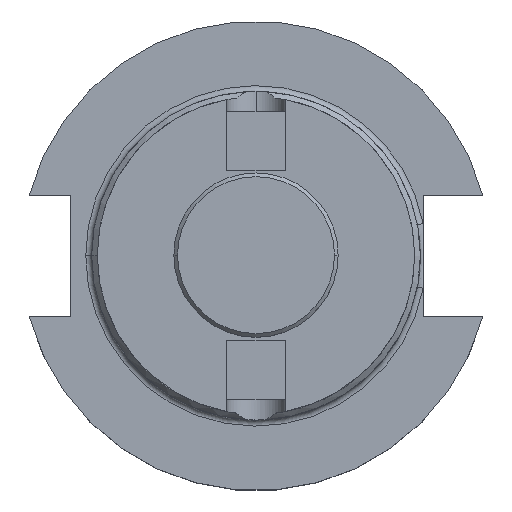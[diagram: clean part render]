
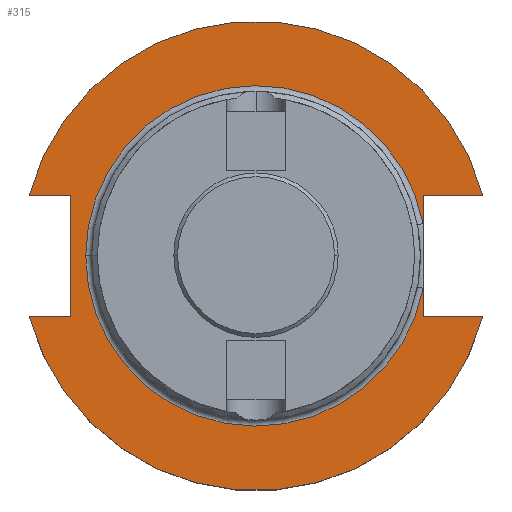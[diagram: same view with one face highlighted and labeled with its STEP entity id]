
A CAD part, top view. The second image highlights one B-rep face of the part: STEP entity #315.
In plain terms, the highlighted planar face has unit normal (0, 0, 1).
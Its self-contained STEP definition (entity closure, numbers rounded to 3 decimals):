
#60 = ORIENTED_EDGE ( 'NONE', *, *, #1843, .F. ) ;
#151 = CARTESIAN_POINT ( 'NONE',  ( 22.606, -4.373, 19.05 ) ) ;
#159 = VERTEX_POINT ( 'NONE', #2416 ) ;
#183 = EDGE_CURVE ( 'NONE', #2539, #396, #686, .T. ) ;
#203 = EDGE_CURVE ( 'NONE', #1014, #1979, #1591, .T. ) ;
#217 = CARTESIAN_POINT ( 'NONE',  ( -25.091, 8.191, 19.05 ) ) ;
#220 = DIRECTION ( 'NONE',  ( 0., 0., 1. ) ) ;
#315 = ADVANCED_FACE ( 'NONE', ( #335 ), #1065, .F. ) ;
#332 = ORIENTED_EDGE ( 'NONE', *, *, #1460, .F. ) ;
#335 = FACE_OUTER_BOUND ( 'NONE', #886, .T. ) ;
#366 = ORIENTED_EDGE ( 'NONE', *, *, #1483, .T. ) ;
#377 = LINE ( 'NONE', #1594, #1655 ) ;
#389 = CARTESIAN_POINT ( 'NONE',  ( -61.091, 8.191, 19.05 ) ) ;
#396 = VERTEX_POINT ( 'NONE', #1089 ) ;
#404 = DIRECTION ( 'NONE',  ( 1., 0., 0. ) ) ;
#454 = VECTOR ( 'NONE', #1668, 1000. ) ;
#492 = EDGE_CURVE ( 'NONE', #1255, #1959, #2181, .T. ) ;
#539 = AXIS2_PLACEMENT_3D ( 'NONE', #676, #2499, #1673 ) ;
#553 = ORIENTED_EDGE ( 'NONE', *, *, #832, .T. ) ;
#565 = ORIENTED_EDGE ( 'NONE', *, *, #492, .T. ) ;
#579 = CARTESIAN_POINT ( 'NONE',  ( 22.606, -8.191, 19.05 ) ) ;
#605 = DIRECTION ( 'NONE',  ( 1., 0., 0. ) ) ;
#641 = CARTESIAN_POINT ( 'NONE',  ( 0., 0., 19.05 ) ) ;
#676 = CARTESIAN_POINT ( 'NONE',  ( 0., 22.225, 19.05 ) ) ;
#686 = CIRCLE ( 'NONE', #1825, 31.75 ) ;
#696 = EDGE_CURVE ( 'NONE', #2266, #1014, #1695, .T. ) ;
#786 = CARTESIAN_POINT ( 'NONE',  ( 30.675, -8.191, 19.05 ) ) ;
#827 = CARTESIAN_POINT ( 'NONE',  ( -30.675, -8.191, 19.05 ) ) ;
#832 = EDGE_CURVE ( 'NONE', #396, #159, #1690, .T. ) ;
#858 = CARTESIAN_POINT ( 'NONE',  ( 0., 0., 19.05 ) ) ;
#884 = LINE ( 'NONE', #217, #2147 ) ;
#886 = EDGE_LOOP ( 'NONE', ( #1045, #2176, #366, #565, #2092, #1958, #553, #1389, #332, #2328, #60 ) ) ;
#889 = EDGE_CURVE ( 'NONE', #159, #982, #884, .T. ) ;
#982 = VERTEX_POINT ( 'NONE', #2051 ) ;
#1014 = VERTEX_POINT ( 'NONE', #151 ) ;
#1045 = ORIENTED_EDGE ( 'NONE', *, *, #696, .T. ) ;
#1065 = PLANE ( 'NONE',  #539 ) ;
#1089 = CARTESIAN_POINT ( 'NONE',  ( -30.675, 8.191, 19.05 ) ) ;
#1228 = DIRECTION ( 'NONE',  ( -1., 0., 0. ) ) ;
#1241 = AXIS2_PLACEMENT_3D ( 'NONE', #1646, #2240, #1228 ) ;
#1247 = DIRECTION ( 'NONE',  ( 1., 0., 0. ) ) ;
#1255 = VERTEX_POINT ( 'NONE', #2537 ) ;
#1282 = CARTESIAN_POINT ( 'NONE',  ( 0., 8.191, 19.05 ) ) ;
#1389 = ORIENTED_EDGE ( 'NONE', *, *, #889, .T. ) ;
#1405 = VERTEX_POINT ( 'NONE', #786 ) ;
#1436 = CIRCLE ( 'NONE', #2199, 31.75 ) ;
#1460 = EDGE_CURVE ( 'NONE', #1481, #982, #2114, .T. ) ;
#1481 = VERTEX_POINT ( 'NONE', #827 ) ;
#1483 = EDGE_CURVE ( 'NONE', #1979, #1255, #1596, .T. ) ;
#1558 = VECTOR ( 'NONE', #605, 1000. ) ;
#1591 = CIRCLE ( 'NONE', #1241, 23.025 ) ;
#1594 = CARTESIAN_POINT ( 'NONE',  ( 0., -8.191, 19.05 ) ) ;
#1596 = CIRCLE ( 'NONE', #1972, 23.025 ) ;
#1626 = DIRECTION ( 'NONE',  ( 0., -1., 0. ) ) ;
#1646 = CARTESIAN_POINT ( 'NONE',  ( 0., 0., 19.05 ) ) ;
#1655 = VECTOR ( 'NONE', #404, 1000. ) ;
#1668 = DIRECTION ( 'NONE',  ( 0., 1., 0. ) ) ;
#1673 = DIRECTION ( 'NONE',  ( -1., 0., 0. ) ) ;
#1687 = EDGE_CURVE ( 'NONE', #2539, #1959, #1978, .T. ) ;
#1690 = LINE ( 'NONE', #389, #2429 ) ;
#1695 = LINE ( 'NONE', #1980, #2248 ) ;
#1732 = DIRECTION ( 'NONE',  ( 1., 0., 0. ) ) ;
#1766 = DIRECTION ( 'NONE',  ( 0., 1., 0. ) ) ;
#1825 = AXIS2_PLACEMENT_3D ( 'NONE', #858, #220, #1835 ) ;
#1835 = DIRECTION ( 'NONE',  ( 1., 0., 0. ) ) ;
#1843 = EDGE_CURVE ( 'NONE', #2266, #1405, #377, .T. ) ;
#1859 = CARTESIAN_POINT ( 'NONE',  ( -23.025, 0., 19.05 ) ) ;
#1876 = DIRECTION ( 'NONE',  ( -1., 0., 0. ) ) ;
#1954 = CARTESIAN_POINT ( 'NONE',  ( 30.675, 8.191, 19.05 ) ) ;
#1958 = ORIENTED_EDGE ( 'NONE', *, *, #183, .T. ) ;
#1959 = VERTEX_POINT ( 'NONE', #2465 ) ;
#1972 = AXIS2_PLACEMENT_3D ( 'NONE', #2226, #2041, #2427 ) ;
#1978 = LINE ( 'NONE', #1282, #2327 ) ;
#1979 = VERTEX_POINT ( 'NONE', #1859 ) ;
#1980 = CARTESIAN_POINT ( 'NONE',  ( 22.606, 22.225, 19.05 ) ) ;
#2001 = EDGE_CURVE ( 'NONE', #1481, #1405, #1436, .T. ) ;
#2041 = DIRECTION ( 'NONE',  ( 0., 0., -1. ) ) ;
#2051 = CARTESIAN_POINT ( 'NONE',  ( -25.091, -8.191, 19.05 ) ) ;
#2072 = CARTESIAN_POINT ( 'NONE',  ( 22.606, 22.225, 19.05 ) ) ;
#2092 = ORIENTED_EDGE ( 'NONE', *, *, #1687, .F. ) ;
#2114 = LINE ( 'NONE', #2412, #1558 ) ;
#2147 = VECTOR ( 'NONE', #1626, 1000. ) ;
#2176 = ORIENTED_EDGE ( 'NONE', *, *, #203, .T. ) ;
#2181 = LINE ( 'NONE', #2072, #454 ) ;
#2199 = AXIS2_PLACEMENT_3D ( 'NONE', #641, #2443, #1247 ) ;
#2226 = CARTESIAN_POINT ( 'NONE',  ( 0., 0., 19.05 ) ) ;
#2240 = DIRECTION ( 'NONE',  ( 0., 0., -1. ) ) ;
#2248 = VECTOR ( 'NONE', #1766, 1000. ) ;
#2266 = VERTEX_POINT ( 'NONE', #579 ) ;
#2327 = VECTOR ( 'NONE', #1876, 1000. ) ;
#2328 = ORIENTED_EDGE ( 'NONE', *, *, #2001, .T. ) ;
#2412 = CARTESIAN_POINT ( 'NONE',  ( -61.091, -8.191, 19.05 ) ) ;
#2416 = CARTESIAN_POINT ( 'NONE',  ( -25.091, 8.191, 19.05 ) ) ;
#2427 = DIRECTION ( 'NONE',  ( -1., 0., 0. ) ) ;
#2429 = VECTOR ( 'NONE', #1732, 1000. ) ;
#2443 = DIRECTION ( 'NONE',  ( 0., 0., 1. ) ) ;
#2465 = CARTESIAN_POINT ( 'NONE',  ( 22.606, 8.191, 19.05 ) ) ;
#2499 = DIRECTION ( 'NONE',  ( 0., 0., -1. ) ) ;
#2537 = CARTESIAN_POINT ( 'NONE',  ( 22.606, 4.373, 19.05 ) ) ;
#2539 = VERTEX_POINT ( 'NONE', #1954 ) ;
